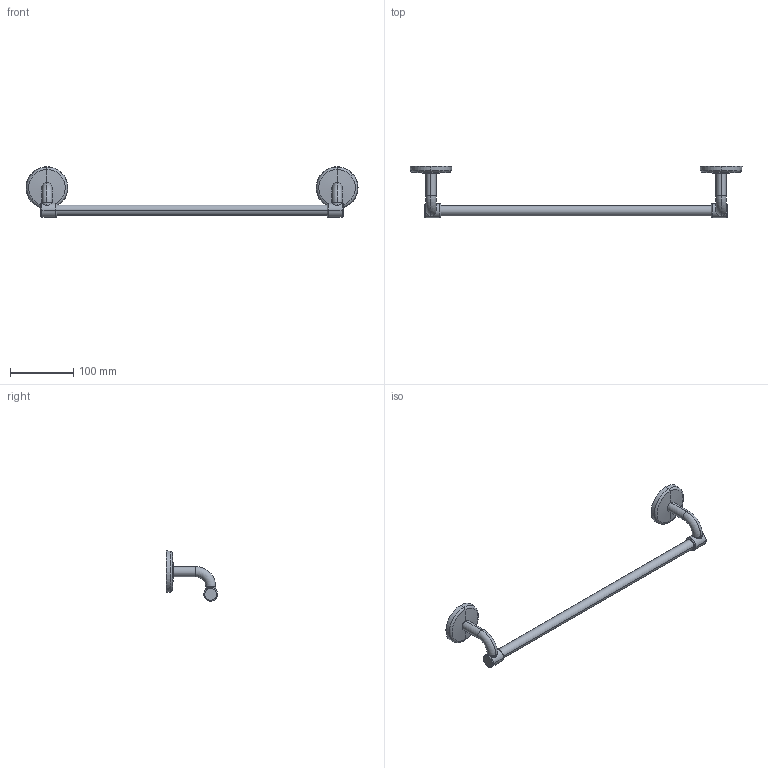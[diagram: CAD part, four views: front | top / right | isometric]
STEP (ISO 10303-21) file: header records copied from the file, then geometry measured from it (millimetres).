
FILE_DESCRIPTION((''),'2;1');
FILE_NAME('0302_WEB','2010-09-28T',('project'),(''),'PRO/ENGINEER BY PARAMETRIC TECHNOLOGY CORPORATION, 2009300','PRO/ENGINEER BY PARAMETRIC TECHNOLOGY CORPORATION, 2009300','');
FILE_SCHEMA(('CONFIG_CONTROL_DESIGN'));
Length unit declared in the file: inch
Products named in the file (1): 0302_WEB
Bounding box: 523.2 x 81 x 79.51 mm (x, y, z)
Volume: 177620.3 mm3; surface area: 56289.3 mm2
Topology: 1 solids, 3 shells, 62 faces, 128 edges, 70 vertices
Faces by surface type: cylinder 24, torus 20, sphere 8, plane 6, bspline 4
Entity records: 1830 total; most frequent: CARTESIAN_POINT 476, DIRECTION 318, ORIENTED_EDGE 248, AXIS2_PLACEMENT_3D 148, EDGE_CURVE 124, CIRCLE 90, VERTEX_POINT 70, EDGE_LOOP 64
